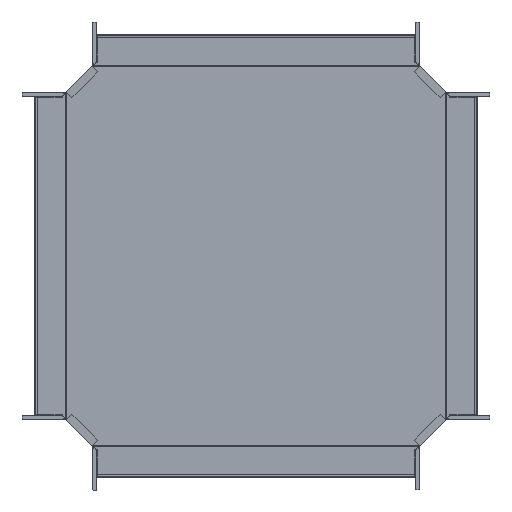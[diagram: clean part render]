
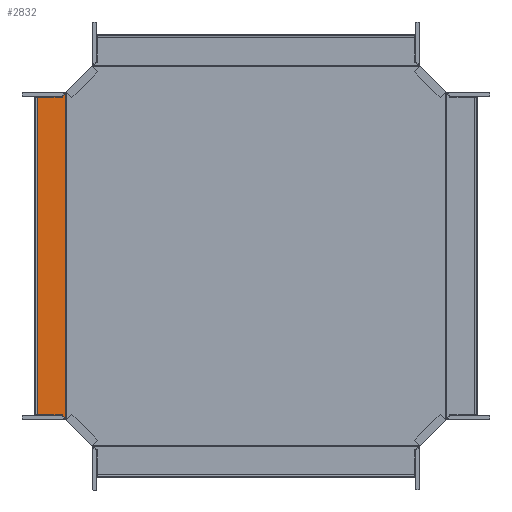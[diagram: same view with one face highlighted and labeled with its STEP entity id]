
A CAD part, front view. The second image highlights one B-rep face of the part: STEP entity #2832.
In plain terms, the highlighted planar face has unit normal (0, -1, 0).
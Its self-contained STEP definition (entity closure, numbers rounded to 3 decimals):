
#60 = VERTEX_POINT ( 'NONE', #500 ) ;
#137 = ORIENTED_EDGE ( 'NONE', *, *, #5367, .F. ) ;
#237 = LINE ( 'NONE', #2698, #3217 ) ;
#326 = B_SPLINE_CURVE_WITH_KNOTS ( 'NONE', 3,
 ( #5038, #795, #5932, #5098 ),
 .UNSPECIFIED., .F., .F.,
 ( 4, 4 ),
 ( 0., 1. ),
 .UNSPECIFIED. ) ;
#394 = CARTESIAN_POINT ( 'NONE',  ( -347.824, -2.25, -295.284 ) ) ;
#402 = ORIENTED_EDGE ( 'NONE', *, *, #4388, .F. ) ;
#407 = ORIENTED_EDGE ( 'NONE', *, *, #3463, .F. ) ;
#446 = VERTEX_POINT ( 'NONE', #3089 ) ;
#484 = CARTESIAN_POINT ( 'NONE',  ( -353.497, -2.25, -289.75 ) ) ;
#500 = CARTESIAN_POINT ( 'NONE',  ( -347.384, -2.25, 295.546 ) ) ;
#544 = ORIENTED_EDGE ( 'NONE', *, *, #4683, .T. ) ;
#598 = LINE ( 'NONE', #2037, #2060 ) ;
#609 = CARTESIAN_POINT ( 'NONE',  ( -398.912, -2.25, -289.75 ) ) ;
#716 = VERTEX_POINT ( 'NONE', #5727 ) ;
#758 = FACE_OUTER_BOUND ( 'NONE', #2620, .T. ) ;
#762 = VERTEX_POINT ( 'NONE', #4398 ) ;
#795 = CARTESIAN_POINT ( 'NONE',  ( -347.939, -2.25, 295.213 ) ) ;
#837 = ORIENTED_EDGE ( 'NONE', *, *, #5793, .F. ) ;
#920 = CARTESIAN_POINT ( 'NONE',  ( -347.384, -2.25, -295.546 ) ) ;
#1011 = CARTESIAN_POINT ( 'NONE',  ( -353.497, -2.25, -289.75 ) ) ;
#1205 = EDGE_CURVE ( 'NONE', #3298, #762, #1502, .T. ) ;
#1502 = LINE ( 'NONE', #5689, #3424 ) ;
#1598 = CARTESIAN_POINT ( 'NONE',  ( -348.212, -2.25, -295.035 ) ) ;
#1605 = VERTEX_POINT ( 'NONE', #1598 ) ;
#1785 = DIRECTION ( 'NONE',  ( 1., 0., 0. ) ) ;
#1820 = CARTESIAN_POINT ( 'NONE',  ( -347.65, -2.25, -295.393 ) ) ;
#1847 = VECTOR ( 'NONE', #2888, 1000. ) ;
#1899 = VERTEX_POINT ( 'NONE', #484 ) ;
#1915 = CARTESIAN_POINT ( 'NONE',  ( -347.808, -2.25, -295.294 ) ) ;
#2037 = CARTESIAN_POINT ( 'NONE',  ( -353.497, -2.25, -289.75 ) ) ;
#2060 = VECTOR ( 'NONE', #3930, 1000. ) ;
#2292 = CARTESIAN_POINT ( 'NONE',  ( -348.212, -2.25, 295.035 ) ) ;
#2295 = CARTESIAN_POINT ( 'NONE',  ( -347.807, -2.25, -295.295 ) ) ;
#2397 = DIRECTION ( 'NONE',  ( 0.707, 0., 0.707 ) ) ;
#2422 = CARTESIAN_POINT ( 'NONE',  ( -348.212, -2.25, -295.035 ) ) ;
#2620 = EDGE_LOOP ( 'NONE', ( #5060, #544, #837, #402, #137, #407, #3273, #3822 ) ) ;
#2631 = CARTESIAN_POINT ( 'NONE',  ( 0.076, -2.25, 0. ) ) ;
#2661 = PLANE ( 'NONE',  #4530 ) ;
#2698 = CARTESIAN_POINT ( 'NONE',  ( -347.384, -2.25, 0. ) ) ;
#2832 = ADVANCED_FACE ( 'NONE', ( #758 ), #2661, .T. ) ;
#2863 = CARTESIAN_POINT ( 'NONE',  ( -348.125, -2.25, -295.092 ) ) ;
#2870 = EDGE_CURVE ( 'NONE', #1899, #1605, #5276, .T. ) ;
#2873 = VERTEX_POINT ( 'NONE', #2292 ) ;
#2888 = DIRECTION ( 'NONE',  ( 0.707, 0., -0.707 ) ) ;
#3089 = CARTESIAN_POINT ( 'NONE',  ( -353.497, -2.25, 289.75 ) ) ;
#3217 = VECTOR ( 'NONE', #3622, 1000. ) ;
#3273 = ORIENTED_EDGE ( 'NONE', *, *, #1205, .F. ) ;
#3298 = VERTEX_POINT ( 'NONE', #609 ) ;
#3339 = DIRECTION ( 'NONE',  ( 0., 0., 1. ) ) ;
#3424 = VECTOR ( 'NONE', #3339, 1000. ) ;
#3463 = EDGE_CURVE ( 'NONE', #762, #446, #4088, .T. ) ;
#3622 = DIRECTION ( 'NONE',  ( 0., 0., -1. ) ) ;
#3786 = LINE ( 'NONE', #6124, #4406 ) ;
#3822 = ORIENTED_EDGE ( 'NONE', *, *, #3894, .T. ) ;
#3894 = EDGE_CURVE ( 'NONE', #3298, #1899, #598, .T. ) ;
#3930 = DIRECTION ( 'NONE',  ( 1., 0., 0. ) ) ;
#4088 = LINE ( 'NONE', #6047, #4141 ) ;
#4141 = VECTOR ( 'NONE', #1785, 1000. ) ;
#4388 = EDGE_CURVE ( 'NONE', #2873, #60, #326, .T. ) ;
#4398 = CARTESIAN_POINT ( 'NONE',  ( -398.912, -2.25, 289.75 ) ) ;
#4406 = VECTOR ( 'NONE', #2397, 1000. ) ;
#4530 = AXIS2_PLACEMENT_3D ( 'NONE', #2631, #4720, #4660 ) ;
#4660 = DIRECTION ( 'NONE',  ( 0., 0., -1. ) ) ;
#4662 = CARTESIAN_POINT ( 'NONE',  ( -347.897, -2.25, -295.238 ) ) ;
#4683 = EDGE_CURVE ( 'NONE', #1605, #716, #5050, .T. ) ;
#4720 = DIRECTION ( 'NONE',  ( 0., -1., 0. ) ) ;
#5038 = CARTESIAN_POINT ( 'NONE',  ( -348.212, -2.25, 295.035 ) ) ;
#5050 = B_SPLINE_CURVE_WITH_KNOTS ( 'NONE', 3,
 ( #2422, #2863, #6051, #4662, #5216, #394, #6081, #1915, #2295, #1820, #5184, #920 ),
 .UNSPECIFIED., .F., .F.,
 ( 4, 1, 1, 1, 1, 2, 2, 4 ),
 ( 0., 0.25, 0.375, 0.437, 0.469, 0.484, 0.5, 1. ),
 .UNSPECIFIED. ) ;
#5060 = ORIENTED_EDGE ( 'NONE', *, *, #2870, .T. ) ;
#5098 = CARTESIAN_POINT ( 'NONE',  ( -347.384, -2.25, 295.546 ) ) ;
#5184 = CARTESIAN_POINT ( 'NONE',  ( -347.511, -2.25, -295.476 ) ) ;
#5216 = CARTESIAN_POINT ( 'NONE',  ( -347.847, -2.25, -295.27 ) ) ;
#5276 = LINE ( 'NONE', #1011, #1847 ) ;
#5367 = EDGE_CURVE ( 'NONE', #446, #2873, #3786, .T. ) ;
#5689 = CARTESIAN_POINT ( 'NONE',  ( -398.912, -2.25, -7.302 ) ) ;
#5727 = CARTESIAN_POINT ( 'NONE',  ( -347.384, -2.25, -295.546 ) ) ;
#5793 = EDGE_CURVE ( 'NONE', #60, #716, #237, .T. ) ;
#5932 = CARTESIAN_POINT ( 'NONE',  ( -347.667, -2.25, 295.389 ) ) ;
#6047 = CARTESIAN_POINT ( 'NONE',  ( -353.497, -2.25, 289.75 ) ) ;
#6051 = CARTESIAN_POINT ( 'NONE',  ( -348.008, -2.25, -295.167 ) ) ;
#6081 = CARTESIAN_POINT ( 'NONE',  ( -347.815, -2.25, -295.29 ) ) ;
#6124 = CARTESIAN_POINT ( 'NONE',  ( -353.497, -2.25, 289.75 ) ) ;
